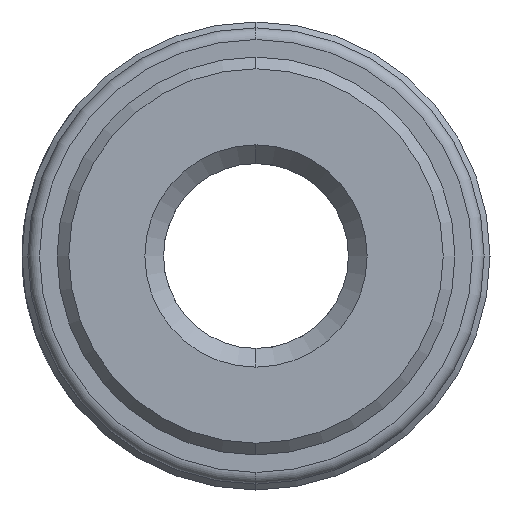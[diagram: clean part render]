
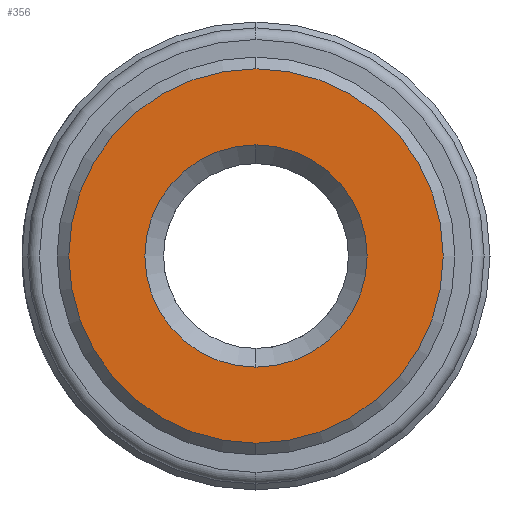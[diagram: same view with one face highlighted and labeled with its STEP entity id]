
A CAD part, left-side view. The second image highlights one B-rep face of the part: STEP entity #356.
In plain terms, the highlighted planar face has unit normal (-1, 0, 0).
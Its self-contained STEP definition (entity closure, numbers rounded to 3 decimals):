
#41 = CIRCLE ( 'NONE', #1114, 4.75 ) ;
#42 = EDGE_CURVE ( 'NONE', #1301, #922, #41, .T. ) ;
#153 = CARTESIAN_POINT ( 'NONE',  ( -37.43, 4.75, 0. ) ) ;
#199 = PLANE ( 'NONE',  #843 ) ;
#213 = DIRECTION ( 'NONE',  ( -1., 0., 0. ) ) ;
#214 = DIRECTION ( 'NONE',  ( 0., 0., 1. ) ) ;
#356 = ADVANCED_FACE ( 'NONE', ( #1368, #1359 ), #199, .T. ) ;
#382 = CARTESIAN_POINT ( 'NONE',  ( -37.43, 0., 8. ) ) ;
#428 = AXIS2_PLACEMENT_3D ( 'NONE', #906, #908, #909 ) ;
#442 = CARTESIAN_POINT ( 'NONE',  ( -37.43, 0., 4.75 ) ) ;
#443 = AXIS2_PLACEMENT_3D ( 'NONE', #847, #848, #849 ) ;
#502 = CARTESIAN_POINT ( 'NONE',  ( -37.43, 0., -8. ) ) ;
#518 = AXIS2_PLACEMENT_3D ( 'NONE', #526, #527, #531 ) ;
#526 = CARTESIAN_POINT ( 'NONE',  ( -37.43, 0., 0. ) ) ;
#527 = DIRECTION ( 'NONE',  ( 1., 0., 0. ) ) ;
#531 = DIRECTION ( 'NONE',  ( 0., 0., -1. ) ) ;
#551 = DIRECTION ( 'NONE',  ( 0., 0., -1. ) ) ;
#587 = DIRECTION ( 'NONE',  ( 1., 0., 0. ) ) ;
#610 = CIRCLE ( 'NONE', #428, 4.75 ) ;
#666 = ORIENTED_EDGE ( 'NONE', *, *, #1010, .F. ) ;
#669 = EDGE_LOOP ( 'NONE', ( #1040, #1031 ) ) ;
#678 = CARTESIAN_POINT ( 'NONE',  ( -37.43, 0., 0. ) ) ;
#701 = EDGE_LOOP ( 'NONE', ( #1146, #666 ) ) ;
#823 = VERTEX_POINT ( 'NONE', #382 ) ;
#843 = AXIS2_PLACEMENT_3D ( 'NONE', #153, #213, #214 ) ;
#847 = CARTESIAN_POINT ( 'NONE',  ( -37.43, 0., 0. ) ) ;
#848 = DIRECTION ( 'NONE',  ( 1., 0., 0. ) ) ;
#849 = DIRECTION ( 'NONE',  ( 0., 0., -1. ) ) ;
#878 = CARTESIAN_POINT ( 'NONE',  ( -37.43, 0., -4.75 ) ) ;
#906 = CARTESIAN_POINT ( 'NONE',  ( -37.43, 0., 0. ) ) ;
#908 = DIRECTION ( 'NONE',  ( 1., 0., 0. ) ) ;
#909 = DIRECTION ( 'NONE',  ( 0., 0., -1. ) ) ;
#922 = VERTEX_POINT ( 'NONE', #442 ) ;
#944 = CIRCLE ( 'NONE', #443, 8. ) ;
#969 = VERTEX_POINT ( 'NONE', #502 ) ;
#1010 = EDGE_CURVE ( 'NONE', #823, #969, #1104, .T. ) ;
#1031 = ORIENTED_EDGE ( 'NONE', *, *, #42, .T. ) ;
#1040 = ORIENTED_EDGE ( 'NONE', *, *, #1374, .T. ) ;
#1104 = CIRCLE ( 'NONE', #518, 8. ) ;
#1114 = AXIS2_PLACEMENT_3D ( 'NONE', #678, #587, #551 ) ;
#1146 = ORIENTED_EDGE ( 'NONE', *, *, #1304, .F. ) ;
#1301 = VERTEX_POINT ( 'NONE', #878 ) ;
#1304 = EDGE_CURVE ( 'NONE', #969, #823, #944, .T. ) ;
#1359 = FACE_OUTER_BOUND ( 'NONE', #701, .T. ) ;
#1368 = FACE_BOUND ( 'NONE', #669, .T. ) ;
#1374 = EDGE_CURVE ( 'NONE', #922, #1301, #610, .T. ) ;
